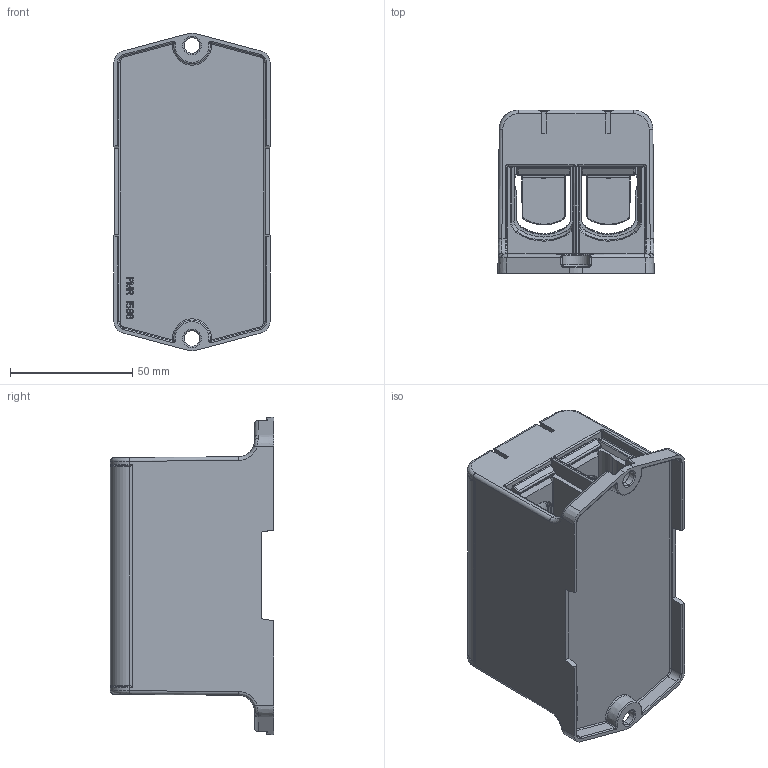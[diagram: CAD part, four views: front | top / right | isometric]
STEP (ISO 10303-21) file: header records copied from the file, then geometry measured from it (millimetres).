
FILE_DESCRIPTION((''),'2;1');
FILE_NAME('PROCUS_KE69_ASM','2015-06-03T',('kjell_andersson'),(''),'PRO/ENGINEER BY PARAMETRIC TECHNOLOGY CORPORATION, 2013230','PRO/ENGINEER BY PARAMETRIC TECHNOLOGY CORPORATION, 2013230','');
FILE_SCHEMA(('CONFIG_CONTROL_DESIGN'));
Products named in the file (6): PMR1586; PSK108; PTK106; PEM737; PMR1587; PROCUS_KE69_ASM
Assembly tree (8 placements, depth 2):
  PROCUS_KE69_ASM
    PMR1586
    PSK108
    PTK106  x4
    PEM737
    PMR1587
Bounding box: 64 x 67 x 129.92 mm (x, y, z)
Volume: 206587.4 mm3; surface area: 124224.9 mm2
Topology: 8 solids, 8 shells, 2331 faces, 6227 edges, 3906 vertices
Faces by surface type: plane 1121, cylinder 720, bspline 352, cone 70, sphere 44, torus 24
Entity records: 96800 total; most frequent: CARTESIAN_POINT 43479, ORIENTED_EDGE 12026, DIRECTION 9757, EDGE_CURVE 6013, VERTEX_POINT 3798, VECTOR 3777, LINE 3777, AXIS2_PLACEMENT_3D 2990
